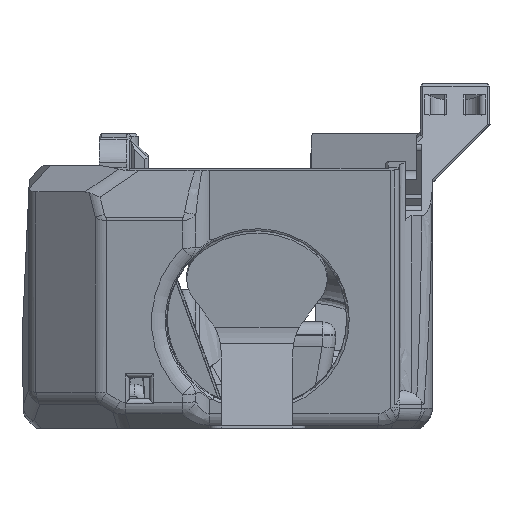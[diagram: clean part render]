
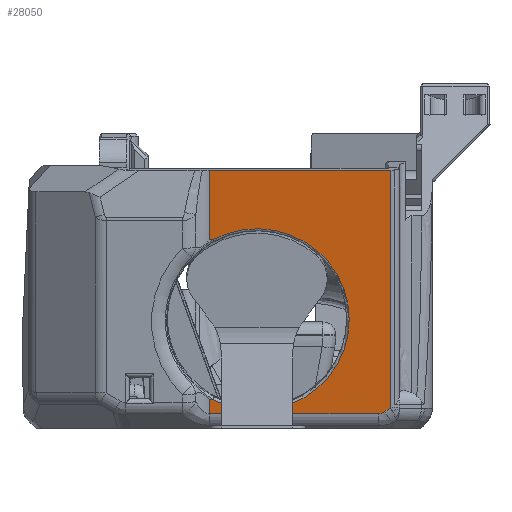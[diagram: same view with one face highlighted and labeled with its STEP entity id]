
A CAD part, left-side view. The second image highlights one B-rep face of the part: STEP entity #28050.
In plain terms, the highlighted planar face has unit normal (-0.985, 0, -0.174).
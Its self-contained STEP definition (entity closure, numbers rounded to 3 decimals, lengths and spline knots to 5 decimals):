
#836=B_SPLINE_CURVE_WITH_KNOTS('',3,(#48108,#48109,#48110,#48111),
 .UNSPECIFIED.,.F.,.F.,(4,4),(0.61821,1.),.UNSPECIFIED.);
#907=B_SPLINE_CURVE_WITH_KNOTS('',3,(#49359,#49360,#49361,#49362),
 .UNSPECIFIED.,.F.,.F.,(4,4),(0.,0.3818),.UNSPECIFIED.);
#1662=CIRCLE('',#30337,0.0144);
#2568=ELLIPSE('',#30017,0.0032,0.002);
#7802=ORIENTED_EDGE('',*,*,#13945,.T.);
#7803=ORIENTED_EDGE('',*,*,#13960,.F.);
#7804=ORIENTED_EDGE('',*,*,#13961,.F.);
#7805=ORIENTED_EDGE('',*,*,#13962,.F.);
#7806=ORIENTED_EDGE('',*,*,#13963,.T.);
#7807=ORIENTED_EDGE('',*,*,#13568,.T.);
#7808=ORIENTED_EDGE('',*,*,#13496,.F.);
#7809=ORIENTED_EDGE('',*,*,#13495,.T.);
#7810=ORIENTED_EDGE('',*,*,#13493,.T.);
#7811=ORIENTED_EDGE('',*,*,#13491,.F.);
#13491=EDGE_CURVE('',#17003,#17004,#19473,.T.);
#13493=EDGE_CURVE('',#17005,#17004,#2568,.T.);
#13495=EDGE_CURVE('',#16584,#17005,#19474,.T.);
#13496=EDGE_CURVE('',#16584,#17006,#19475,.T.);
#13568=EDGE_CURVE('',#17046,#17006,#836,.T.);
#13945=EDGE_CURVE('',#17003,#17264,#19676,.T.);
#13960=EDGE_CURVE('',#17275,#17264,#19685,.T.);
#13961=EDGE_CURVE('',#17276,#17275,#19686,.T.);
#13962=EDGE_CURVE('',#17277,#17276,#907,.F.);
#13963=EDGE_CURVE('',#17277,#17046,#1662,.T.);
#16584=VERTEX_POINT('',#44429);
#17003=VERTEX_POINT('',#47556);
#17004=VERTEX_POINT('',#47558);
#17005=VERTEX_POINT('',#47573);
#17006=VERTEX_POINT('',#47579);
#17046=VERTEX_POINT('',#48112);
#17264=VERTEX_POINT('',#49302);
#17275=VERTEX_POINT('',#49356);
#17276=VERTEX_POINT('',#49358);
#17277=VERTEX_POINT('',#49363);
#19473=LINE('',#47557,#21777);
#19474=LINE('',#47576,#21778);
#19475=LINE('',#47578,#21779);
#19676=LINE('',#49303,#21980);
#19685=LINE('',#49355,#21989);
#19686=LINE('',#49357,#21990);
#21777=VECTOR('',#35045,1.);
#21778=VECTOR('',#35054,1.);
#21779=VECTOR('',#35057,1.);
#21980=VECTOR('',#35878,1.);
#21989=VECTOR('',#35899,1.);
#21990=VECTOR('',#35900,1.);
#23861=EDGE_LOOP('',(#7802,#7803,#7804,#7805,#7806,#7807,#7808,#7809,#7810,
#7811));
#25583=FACE_BOUND('',#23861,.T.);
#26754=PLANE('',#30336);
#28050=ADVANCED_FACE('',(#25583),#26754,.F.);
#30017=AXIS2_PLACEMENT_3D('',#47572,#35048,#35049);
#30336=AXIS2_PLACEMENT_3D('',#49354,#35897,#35898);
#30337=AXIS2_PLACEMENT_3D('',#49364,#35901,#35902);
#35045=DIRECTION('',(0.097,0.829,-0.551));
#35048=DIRECTION('',(-0.985,0.,-0.174));
#35049=DIRECTION('',(-0.165,-0.304,0.938));
#35054=DIRECTION('',(0.,-1.,0.));
#35057=DIRECTION('',(-0.174,0.,0.985));
#35878=DIRECTION('',(-0.174,0.,0.985));
#35897=DIRECTION('',(0.985,0.,0.174));
#35898=DIRECTION('',(-0.174,0.,0.985));
#35899=DIRECTION('',(0.,-1.,0.));
#35900=DIRECTION('',(-0.174,0.,0.985));
#35901=DIRECTION('',(0.985,0.,0.174));
#35902=DIRECTION('',(0.174,0.,-0.985));
#44429=CARTESIAN_POINT('',(-0.02786,0.01227,0.00226));
#47556=CARTESIAN_POINT('',(-0.02803,-0.016,0.00322));
#47557=CARTESIAN_POINT('',(-0.02782,-0.0142,0.00202));
#47558=CARTESIAN_POINT('',(-0.02792,-0.01507,0.0026));
#47572=CARTESIAN_POINT('',(-0.0284,-0.01465,0.00533));
#47573=CARTESIAN_POINT('',(-0.02786,-0.01407,0.00226));
#47576=CARTESIAN_POINT('',(-0.02786,-0.01465,0.00226));
#47578=CARTESIAN_POINT('',(-0.03119,0.01227,0.0211));
#47579=CARTESIAN_POINT('',(-0.02826,0.01227,0.00448));
#48108=CARTESIAN_POINT('',(-0.02826,0.01177,0.00453));
#48109=CARTESIAN_POINT('',(-0.02826,0.01193,0.00452));
#48110=CARTESIAN_POINT('',(-0.02826,0.0121,0.0045));
#48111=CARTESIAN_POINT('',(-0.02826,0.01227,0.00448));
#48112=CARTESIAN_POINT('',(-0.02826,0.01177,0.00453));
#49302=CARTESIAN_POINT('',(-0.03457,-0.016,0.0403));
#49303=CARTESIAN_POINT('',(-0.00766,-0.016,-0.1123));
#49354=CARTESIAN_POINT('',(-0.03119,0.02485,0.0211));
#49355=CARTESIAN_POINT('',(-0.03457,0.02485,0.0403));
#49356=CARTESIAN_POINT('',(-0.03457,0.01227,0.0403));
#49357=CARTESIAN_POINT('',(-0.03119,0.01227,0.0211));
#49358=CARTESIAN_POINT('',(-0.03266,0.01227,0.02946));
#49359=CARTESIAN_POINT('',(-0.03266,0.01227,0.02946));
#49360=CARTESIAN_POINT('',(-0.03266,0.0121,0.02944));
#49361=CARTESIAN_POINT('',(-0.03265,0.01193,0.02943));
#49362=CARTESIAN_POINT('',(-0.03265,0.01177,0.02941));
#49363=CARTESIAN_POINT('',(-0.03265,0.01177,0.02941));
#49364=CARTESIAN_POINT('',(-0.03046,0.00485,0.01697));
